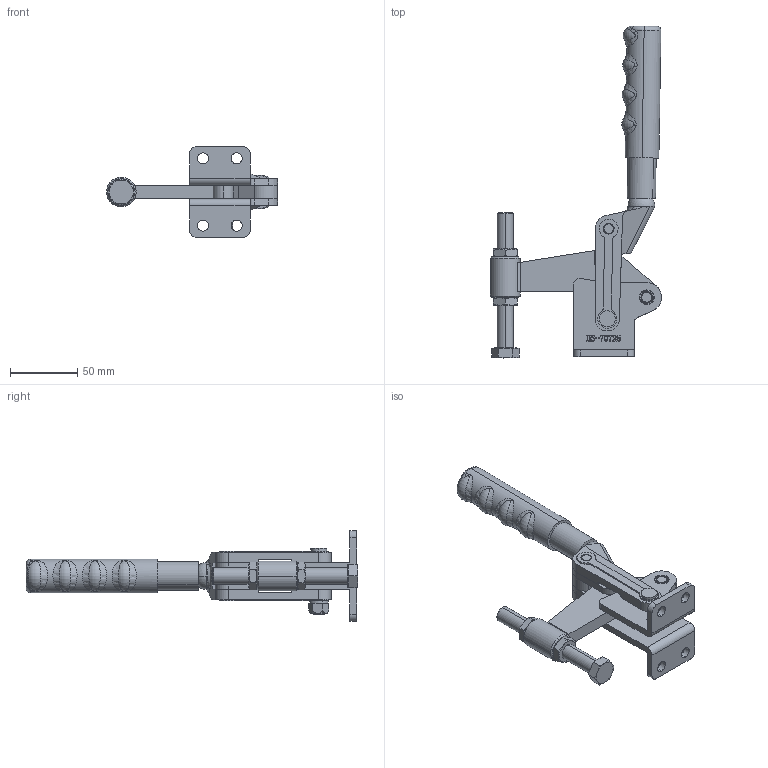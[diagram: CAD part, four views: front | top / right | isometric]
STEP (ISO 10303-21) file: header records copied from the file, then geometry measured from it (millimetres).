
FILE_DESCRIPTION (( 'STEP AP203' ), '1' );
FILE_NAME ('HS-70725 .STEP', '2019-08-28T00:30:20', ( '微软用户' ), ( '微软中国' ), 'SwSTEP 2.0', 'SolidWorks 2012', '' );
FILE_SCHEMA (( 'CONFIG_CONTROL_DESIGN' ));
Length unit declared in the file: millimetre
Products named in the file (16): HS-70725 ; prevailing torque hex nuts 1-fine pitch gb_GB_HEXAGON_LOCK_TYPE2 M8-N; curved single coil spring lock washers gb_GB_FASTENER_WASHER_CSLW 8; 酗种; 階杶; 眻种; T倛种; 騵艦杶; 忒參杶; 忒參奪; hex thin nuts-grades ab-chamfered gb_GB_FASTENER_NUT_STNAB M12-N; hexagon head bolts-full thread gb_GB_FASTENER_BOLT_STBAB A M12X100-N; 揤旋; 忒梟; 蟀裝; 菁釱
Assembly tree (25 placements, depth 2):
  HS-70725 
    菁釱
    蟀裝  x2
    忒梟
    揤旋
    hexagon head bolts-full thread gb_GB_FASTENER_BOLT_STBAB A M12X100-N
    hex thin nuts-grades ab-chamfered gb_GB_FASTENER_NUT_STNAB M12-N  x2
    忒參奪
    忒參杶
    騵艦杶  x8
    T倛种
    眻种  x2
    階杶
    酗种
    curved single coil spring lock washers gb_GB_FASTENER_WASHER_CSLW 8
    prevailing torque hex nuts 1-fine pitch gb_GB_HEXAGON_LOCK_TYPE2 M8-N
Bounding box: 127.01 x 246.51 x 67 mm (x, y, z)
Volume: 177528.3 mm3; surface area: 94335.4 mm2
Topology: 26 solids, 26 shells, 808 faces, 2035 edges, 1309 vertices
Faces by surface type: plane 349, cylinder 177, bspline 148, cone 125, torus 7, sphere 2
Entity records: 32151 total; most frequent: CARTESIAN_POINT 14357, ORIENTED_EDGE 3508, DIRECTION 2871, EDGE_CURVE 1754, VERTEX_POINT 1145, VECTOR 1025, LINE 1025, AXIS2_PLACEMENT_3D 923
